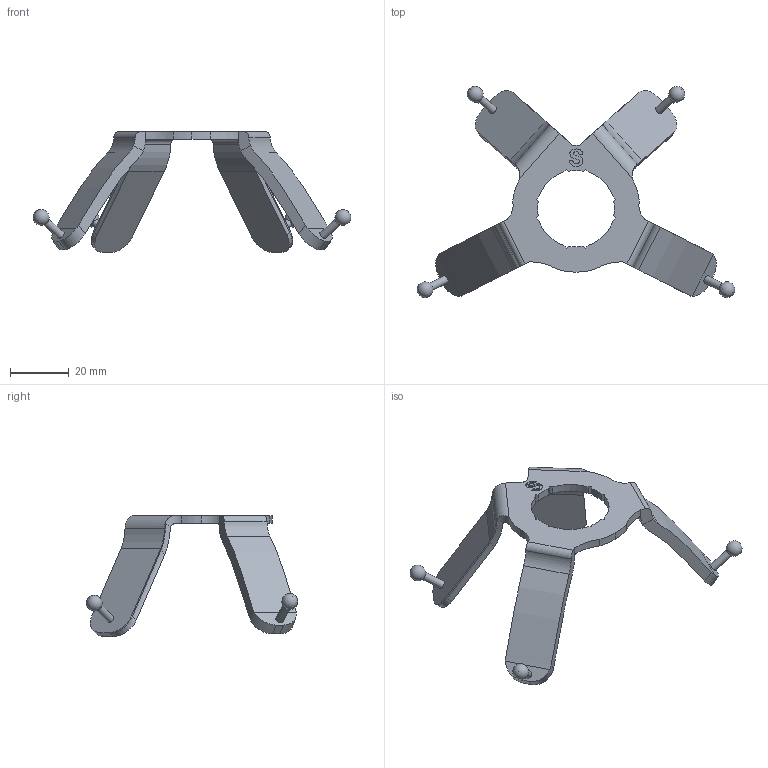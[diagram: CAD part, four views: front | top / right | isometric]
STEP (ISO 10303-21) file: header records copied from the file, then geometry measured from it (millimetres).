
FILE_DESCRIPTION(/* description */ (''),/* implementation_level */ '2;1');
FILE_NAME(/* name */ 'Mask-Harness-v5 90%.step',/* time_stamp */ '2020-05-16T12:36:17-04:00',/* author */ (''),/* organization */ (''),/* preprocessor_version */ 'ST-DEVELOPER v18.1',/* originating_system */ 'Autodesk Translation Framework v9.3.0.1241',/* authorisation */ '');
FILE_SCHEMA (('AUTOMOTIVE_DESIGN { 1 0 10303 214 3 1 1 }'));
Length unit declared in the file: millimetre
Products named in the file (1): Mask-Harness-v5 Reduction 90% Fixed
Bounding box: 108.16 x 71.93 x 41.2 mm (x, y, z)
Volume: 13132.5 mm3; surface area: 10801.6 mm2
Topology: 1 solids, 1 shells, 146 faces, 413 edges, 270 vertices
Faces by surface type: plane 55, cylinder 51, bspline 34, sphere 4, torus 2
Full cylindrical faces by diameter (mm): 2.7 x4
Entity records: 5426 total; most frequent: CARTESIAN_POINT 1778, ORIENTED_EDGE 818, DIRECTION 673, EDGE_CURVE 409, VERTEX_POINT 270, AXIS2_PLACEMENT_3D 237, LINE 199, VECTOR 199
